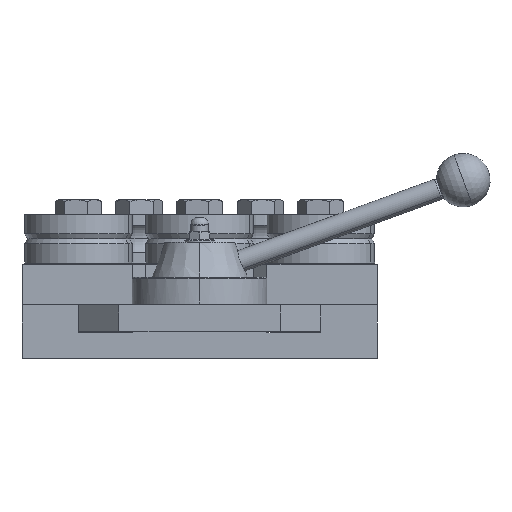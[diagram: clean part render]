
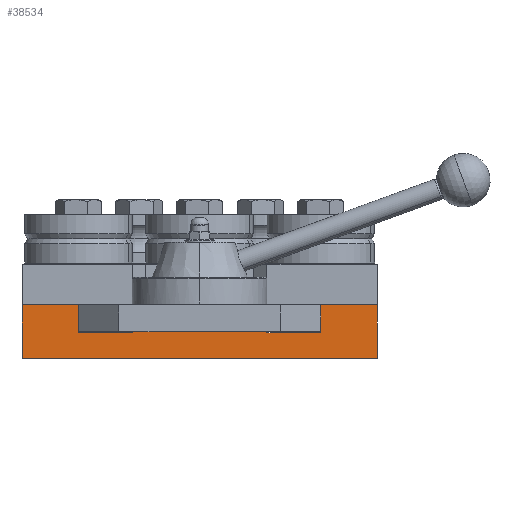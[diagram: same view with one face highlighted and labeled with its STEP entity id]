
A CAD part, front view. The second image highlights one B-rep face of the part: STEP entity #38534.
In plain terms, the highlighted face is planar.
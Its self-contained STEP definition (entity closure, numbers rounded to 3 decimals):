
#377 = DIRECTION ( 'NONE',  ( -1., 0., 0. ) ) ;
#469 = LINE ( 'NONE', #1106, #41798 ) ;
#1106 = CARTESIAN_POINT ( 'NONE',  ( 19., 222., -80. ) ) ;
#1158 = DIRECTION ( 'NONE',  ( -1., 0., 0. ) ) ;
#2393 = ORIENTED_EDGE ( 'NONE', *, *, #25546, .F. ) ;
#2567 = EDGE_CURVE ( 'NONE', #7869, #8678, #59261, .T. ) ;
#4001 = VERTEX_POINT ( 'NONE', #27680 ) ;
#4301 = EDGE_CURVE ( 'NONE', #36978, #13872, #11705, .T. ) ;
#4613 = CARTESIAN_POINT ( 'NONE',  ( 0., 264., -80. ) ) ;
#4983 = ORIENTED_EDGE ( 'NONE', *, *, #19155, .F. ) ;
#6235 = ORIENTED_EDGE ( 'NONE', *, *, #46056, .F. ) ;
#6654 = LINE ( 'NONE', #31013, #33023 ) ;
#7416 = CARTESIAN_POINT ( 'NONE',  ( 40., 0., -80. ) ) ;
#7639 = VECTOR ( 'NONE', #44569, 1000. ) ;
#7869 = VERTEX_POINT ( 'NONE', #25737 ) ;
#8678 = VERTEX_POINT ( 'NONE', #46025 ) ;
#9480 = LINE ( 'NONE', #35103, #31374 ) ;
#9933 = LINE ( 'NONE', #29725, #41020 ) ;
#10084 = ORIENTED_EDGE ( 'NONE', *, *, #49185, .F. ) ;
#10110 = LINE ( 'NONE', #23440, #61873 ) ;
#11705 = LINE ( 'NONE', #56459, #11906 ) ;
#11906 = VECTOR ( 'NONE', #57111, 1000. ) ;
#13405 = LINE ( 'NONE', #33211, #7639 ) ;
#13872 = VERTEX_POINT ( 'NONE', #26447 ) ;
#13889 = EDGE_CURVE ( 'NONE', #18603, #21944, #61745, .T. ) ;
#16631 = VERTEX_POINT ( 'NONE', #19499 ) ;
#16991 = CARTESIAN_POINT ( 'NONE',  ( 20., 182., -80. ) ) ;
#17600 = DIRECTION ( 'NONE',  ( -1., 0., 0. ) ) ;
#18603 = VERTEX_POINT ( 'NONE', #23589 ) ;
#19155 = EDGE_CURVE ( 'NONE', #21944, #27802, #10110, .T. ) ;
#19499 = CARTESIAN_POINT ( 'NONE',  ( 19., 222., -80. ) ) ;
#21349 = EDGE_CURVE ( 'NONE', #8678, #36978, #6654, .T. ) ;
#21698 = LINE ( 'NONE', #7416, #46943 ) ;
#21944 = VERTEX_POINT ( 'NONE', #26636 ) ;
#22195 = DIRECTION ( 'NONE',  ( 0., 1., 0. ) ) ;
#23312 = CARTESIAN_POINT ( 'NONE',  ( 19., 82., -80. ) ) ;
#23440 = CARTESIAN_POINT ( 'NONE',  ( 19., 182., -80. ) ) ;
#23589 = CARTESIAN_POINT ( 'NONE',  ( 20., 82., -80. ) ) ;
#24097 = VERTEX_POINT ( 'NONE', #23312 ) ;
#25223 = VECTOR ( 'NONE', #25536, 1000. ) ;
#25536 = DIRECTION ( 'NONE',  ( 0., 1., 0. ) ) ;
#25546 = EDGE_CURVE ( 'NONE', #45488, #24097, #29721, .T. ) ;
#25737 = CARTESIAN_POINT ( 'NONE',  ( 40., 222., -80. ) ) ;
#26447 = CARTESIAN_POINT ( 'NONE',  ( 0., 0., -80. ) ) ;
#26636 = CARTESIAN_POINT ( 'NONE',  ( 20., 182., -80. ) ) ;
#27680 = CARTESIAN_POINT ( 'NONE',  ( 40., 0., -80. ) ) ;
#27802 = VERTEX_POINT ( 'NONE', #62489 ) ;
#27900 = DIRECTION ( 'NONE',  ( 1., 0., 0. ) ) ;
#28011 = ORIENTED_EDGE ( 'NONE', *, *, #2567, .F. ) ;
#28447 = DIRECTION ( 'NONE',  ( 1., 0., 0. ) ) ;
#28559 = EDGE_LOOP ( 'NONE', ( #51729, #55247, #28011, #53308, #53842, #4983, #52074, #48227, #2393, #10084, #6235, #44211 ) ) ;
#28633 = DIRECTION ( 'NONE',  ( -1., 0., 0. ) ) ;
#29721 = LINE ( 'NONE', #55316, #56879 ) ;
#29725 = CARTESIAN_POINT ( 'NONE',  ( 0., 0., -80. ) ) ;
#31013 = CARTESIAN_POINT ( 'NONE',  ( 0., 264., -80. ) ) ;
#31374 = VECTOR ( 'NONE', #377, 1000. ) ;
#31577 = CARTESIAN_POINT ( 'NONE',  ( 0., 264., -80. ) ) ;
#33023 = VECTOR ( 'NONE', #1158, 1000. ) ;
#33211 = CARTESIAN_POINT ( 'NONE',  ( 40., 222., -80. ) ) ;
#34287 = DIRECTION ( 'NONE',  ( 0., 1., 0. ) ) ;
#34554 = EDGE_CURVE ( 'NONE', #13872, #4001, #9933, .T. ) ;
#35103 = CARTESIAN_POINT ( 'NONE',  ( 40., 42., -80. ) ) ;
#36975 = DIRECTION ( 'NONE',  ( 0., 1., 0. ) ) ;
#36978 = VERTEX_POINT ( 'NONE', #4613 ) ;
#37842 = VECTOR ( 'NONE', #22195, 1000. ) ;
#38534 = ADVANCED_FACE ( 'NONE', ( #45865 ), #41000, .T. ) ;
#41000 = PLANE ( 'NONE',  #59637 ) ;
#41020 = VECTOR ( 'NONE', #28447, 1000. ) ;
#41798 = VECTOR ( 'NONE', #60761, 1000. ) ;
#44211 = ORIENTED_EDGE ( 'NONE', *, *, #34554, .F. ) ;
#44569 = DIRECTION ( 'NONE',  ( 1., 0., 0. ) ) ;
#44806 = CARTESIAN_POINT ( 'NONE',  ( 40., 42., -80. ) ) ;
#44957 = VECTOR ( 'NONE', #27900, 1000. ) ;
#45488 = VERTEX_POINT ( 'NONE', #47068 ) ;
#45865 = FACE_OUTER_BOUND ( 'NONE', #28559, .T. ) ;
#45962 = CARTESIAN_POINT ( 'NONE',  ( 40., 264., -80. ) ) ;
#46025 = CARTESIAN_POINT ( 'NONE',  ( 40., 264., -80. ) ) ;
#46056 = EDGE_CURVE ( 'NONE', #4001, #59255, #21698, .T. ) ;
#46730 = CARTESIAN_POINT ( 'NONE',  ( 20., 82., -80. ) ) ;
#46943 = VECTOR ( 'NONE', #36975, 1000. ) ;
#47068 = CARTESIAN_POINT ( 'NONE',  ( 19., 42., -80. ) ) ;
#48075 = EDGE_CURVE ( 'NONE', #24097, #18603, #57398, .T. ) ;
#48227 = ORIENTED_EDGE ( 'NONE', *, *, #48075, .F. ) ;
#49185 = EDGE_CURVE ( 'NONE', #59255, #45488, #9480, .T. ) ;
#50003 = EDGE_CURVE ( 'NONE', #27802, #16631, #469, .T. ) ;
#51324 = EDGE_CURVE ( 'NONE', #16631, #7869, #13405, .T. ) ;
#51729 = ORIENTED_EDGE ( 'NONE', *, *, #4301, .F. ) ;
#52074 = ORIENTED_EDGE ( 'NONE', *, *, #13889, .F. ) ;
#53308 = ORIENTED_EDGE ( 'NONE', *, *, #51324, .F. ) ;
#53842 = ORIENTED_EDGE ( 'NONE', *, *, #50003, .F. ) ;
#55247 = ORIENTED_EDGE ( 'NONE', *, *, #21349, .F. ) ;
#55316 = CARTESIAN_POINT ( 'NONE',  ( 19., 82., -80. ) ) ;
#56459 = CARTESIAN_POINT ( 'NONE',  ( 0., 0., -80. ) ) ;
#56879 = VECTOR ( 'NONE', #34287, 1000. ) ;
#57111 = DIRECTION ( 'NONE',  ( 0., -1., 0. ) ) ;
#57398 = LINE ( 'NONE', #46730, #44957 ) ;
#59255 = VERTEX_POINT ( 'NONE', #44806 ) ;
#59261 = LINE ( 'NONE', #45962, #25223 ) ;
#59637 = AXIS2_PLACEMENT_3D ( 'NONE', #31577, #62019, #17600 ) ;
#60761 = DIRECTION ( 'NONE',  ( 0., 1., 0. ) ) ;
#61745 = LINE ( 'NONE', #16991, #37842 ) ;
#61873 = VECTOR ( 'NONE', #28633, 1000. ) ;
#62019 = DIRECTION ( 'NONE',  ( 0., 0., -1. ) ) ;
#62489 = CARTESIAN_POINT ( 'NONE',  ( 19., 182., -80. ) ) ;
